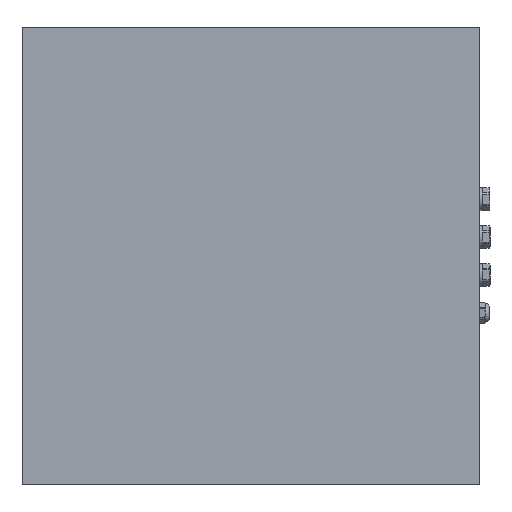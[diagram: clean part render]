
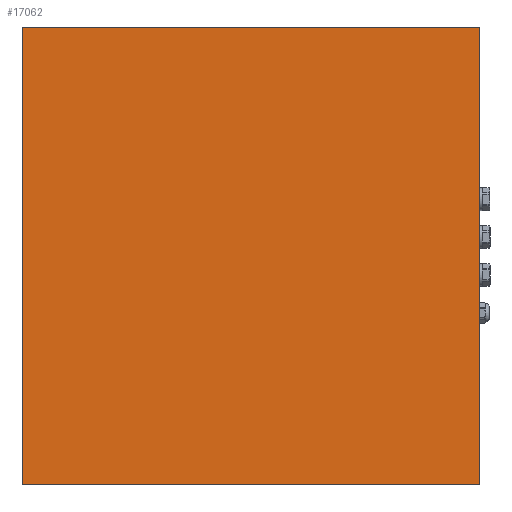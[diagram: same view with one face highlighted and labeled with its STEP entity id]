
A CAD part, front view. The second image highlights one B-rep face of the part: STEP entity #17062.
In plain terms, the highlighted planar face has unit normal (0, -1, 0).
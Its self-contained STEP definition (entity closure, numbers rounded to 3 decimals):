
#3232 = CARTESIAN_POINT ( 'NONE',  ( -302., 0., -302.028 ) ) ;
#3875 = FACE_OUTER_BOUND ( 'NONE', #13238, .T. ) ;
#5186 = ORIENTED_EDGE ( 'NONE', *, *, #11279, .T. ) ;
#5217 = LINE ( 'NONE', #25635, #25999 ) ;
#5654 = VECTOR ( 'NONE', #33376, 1000. ) ;
#6764 = DIRECTION ( 'NONE',  ( 0., -1., 0. ) ) ;
#7498 = EDGE_CURVE ( 'NONE', #34284, #30095, #5217, .T. ) ;
#10303 = CARTESIAN_POINT ( 'NONE',  ( 302.051, 0., -302.028 ) ) ;
#11279 = EDGE_CURVE ( 'NONE', #43530, #34284, #26961, .T. ) ;
#13171 = AXIS2_PLACEMENT_3D ( 'NONE', #40526, #6764, #16766 ) ;
#13238 = EDGE_LOOP ( 'NONE', ( #5186, #20163, #13415, #16183 ) ) ;
#13415 = ORIENTED_EDGE ( 'NONE', *, *, #19514, .T. ) ;
#16183 = ORIENTED_EDGE ( 'NONE', *, *, #40090, .T. ) ;
#16766 = DIRECTION ( 'NONE',  ( 0., 0., -1. ) ) ;
#17062 = ADVANCED_FACE ( 'NONE', ( #3875 ), #30947, .T. ) ;
#18537 = DIRECTION ( 'NONE',  ( 1., 0., 0. ) ) ;
#19514 = EDGE_CURVE ( 'NONE', #30095, #25559, #25965, .T. ) ;
#20163 = ORIENTED_EDGE ( 'NONE', *, *, #7498, .T. ) ;
#22854 = DIRECTION ( 'NONE',  ( 0., 0., 1. ) ) ;
#23373 = CARTESIAN_POINT ( 'NONE',  ( -302., 0., 302. ) ) ;
#25559 = VERTEX_POINT ( 'NONE', #34361 ) ;
#25635 = CARTESIAN_POINT ( 'NONE',  ( -302., 0., -302.028 ) ) ;
#25965 = LINE ( 'NONE', #32612, #37676 ) ;
#25999 = VECTOR ( 'NONE', #18537, 1000. ) ;
#26961 = LINE ( 'NONE', #36740, #27126 ) ;
#27126 = VECTOR ( 'NONE', #29636, 1000. ) ;
#29313 = CARTESIAN_POINT ( 'NONE',  ( -302., 0., 302. ) ) ;
#29636 = DIRECTION ( 'NONE',  ( 0., 0., -1. ) ) ;
#30095 = VERTEX_POINT ( 'NONE', #10303 ) ;
#30947 = PLANE ( 'NONE',  #13171 ) ;
#32612 = CARTESIAN_POINT ( 'NONE',  ( 302.051, 0., 302. ) ) ;
#33376 = DIRECTION ( 'NONE',  ( -1., 0., 0. ) ) ;
#33590 = LINE ( 'NONE', #23373, #5654 ) ;
#34284 = VERTEX_POINT ( 'NONE', #3232 ) ;
#34361 = CARTESIAN_POINT ( 'NONE',  ( 302.051, 0., 302. ) ) ;
#36740 = CARTESIAN_POINT ( 'NONE',  ( -302., 0., 302. ) ) ;
#37676 = VECTOR ( 'NONE', #22854, 1000. ) ;
#40090 = EDGE_CURVE ( 'NONE', #25559, #43530, #33590, .T. ) ;
#40526 = CARTESIAN_POINT ( 'NONE',  ( 0., 0., 0. ) ) ;
#43530 = VERTEX_POINT ( 'NONE', #29313 ) ;
